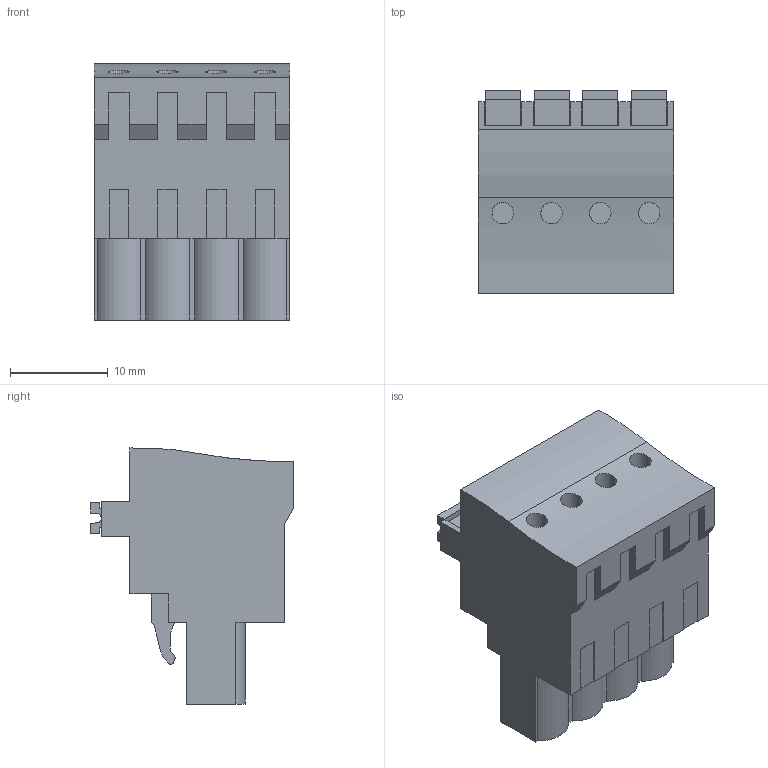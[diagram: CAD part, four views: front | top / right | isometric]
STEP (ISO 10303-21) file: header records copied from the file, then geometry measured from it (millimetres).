
FILE_DESCRIPTION(('CATIA V5 STEP Exchange','CAx-IF Rec.Pracs.--- Model Styling and Organization---1.2---2011-12-15'),'2;1');
FILE_NAME ('D1461061_0_1980190000_1980190000.stp','2017-09-23T15:08:02+00:00',('none'),('Weidmueller'),'CATIA Version 5-6 Release 2014','CATIA V5 STEP AP214','none');
FILE_SCHEMA(('AUTOMOTIVE_DESIGN { 1 0 10303 214 1 1 1 1 }'));
Length unit declared in the file: millimetre
Products named in the file (1): 1980190000
Bounding box: 20 x 20.79 x 26.24 mm (x, y, z)
Volume: 6087.2 mm3; surface area: 3202.8 mm2
Topology: 5 solids, 5 shells, 287 faces, 810 edges, 549 vertices
Faces by surface type: plane 231, cylinder 48, extrusion 8
Entity records: 8916 total; most frequent: CARTESIAN_POINT 1820, ORIENTED_EDGE 1620, DIRECTION 1175, EDGE_CURVE 810, VECTOR 689, LINE 681, VERTEX_POINT 549, EDGE_LOOP 303
